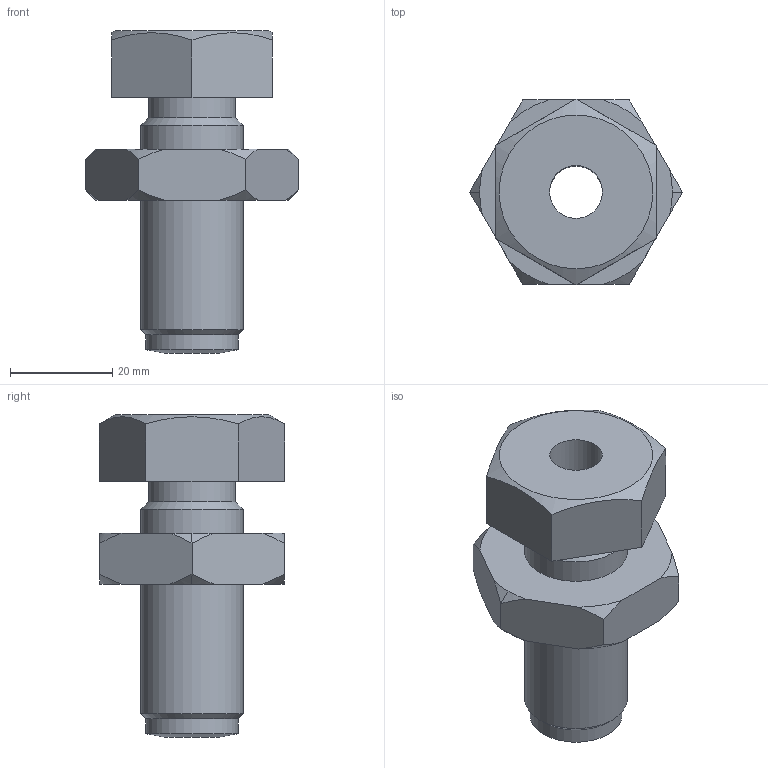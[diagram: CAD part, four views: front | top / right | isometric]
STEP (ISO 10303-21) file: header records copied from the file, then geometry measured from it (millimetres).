
FILE_DESCRIPTION(/* description */ (''),/* implementation_level */ '2;1');
FILE_NAME(/* name */ '2050F.stp',/* time_stamp */ '2020-01-29T14:09:41-05:00',/* author */ (''),/* organization */ (''),/* preprocessor_version */ 'ST-DEVELOPER v16',/* originating_system */ 'SIEMENS PLM Software NX 11.0',/* authorisation */ '');
FILE_SCHEMA (('AUTOMOTIVE_DESIGN { 1 0 10303 214 3 1 1 1 }'));
Length unit declared in the file: millimetre
Products named in the file (1): 2050F
Bounding box: 41.57 x 36.26 x 63 mm (x, y, z)
Volume: 28773.8 mm3; surface area: 11462.7 mm2
Topology: 2 solids, 2 shells, 41 faces, 104 edges, 67 vertices
Faces by surface type: cone 19, plane 16, cylinder 5, sphere 1
Full cylindrical faces by diameter (mm): 10.3 x1, 17 x1, 18 x1, 20 x2
Entity records: 1179 total; most frequent: CARTESIAN_POINT 274, ORIENTED_EDGE 182, DIRECTION 172, EDGE_CURVE 91, AXIS2_PLACEMENT_3D 69, VERTEX_POINT 63, EDGE_LOOP 54, ADVANCED_FACE 41
